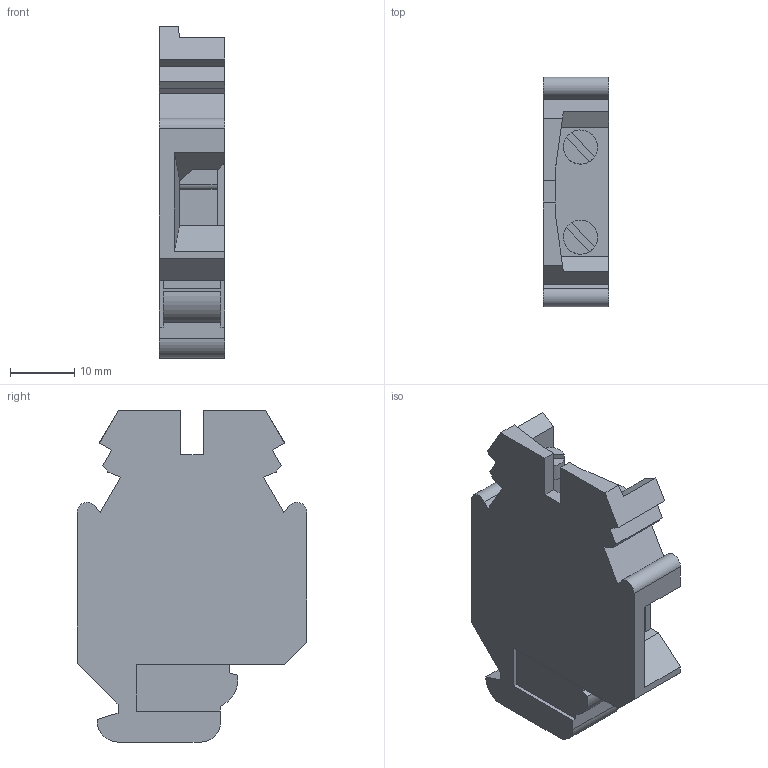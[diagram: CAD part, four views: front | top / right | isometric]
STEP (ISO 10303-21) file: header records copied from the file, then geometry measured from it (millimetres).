
FILE_DESCRIPTION(('Creo Elements/Direct Modeling STEP Export'),'2;1');
FILE_NAME('model.stp','2020-08-28T 9:56:11',(''),(''),'Creo Elements/Direct Modeling STEP processor for AP214 (Solid Model)','Creo Elements/Direct Modeling 20.1A 29-Sep-2018 (C) Parametric Technology GmbH','');
FILE_SCHEMA(('AUTOMOTIVE_DESIGN { 1 0 10303 214 1 1 1 1 }'));
Length unit declared in the file: millimetre
Products named in the file (2): SSK_116_KER_EX-select
Assembly tree (1 placements, depth 2):
  SSK_116_KER_EX-select
    SSK_116_KER_EX-select
Bounding box: 10.2 x 35.7 x 51.6 mm (x, y, z)
Volume: 11278.5 mm3; surface area: 5818.1 mm2
Topology: 1 solids, 1 shells, 113 faces, 313 edges, 206 vertices
Faces by surface type: plane 98, cylinder 15
Entity records: 4430 total; most frequent: ORIENTED_EDGE 626, CARTESIAN_POINT 618, DIRECTION 549, EDGE_CURVE 313, VECTOR 275, LINE 275, VERTEX_POINT 206, AXIS2_PLACEMENT_3D 137
